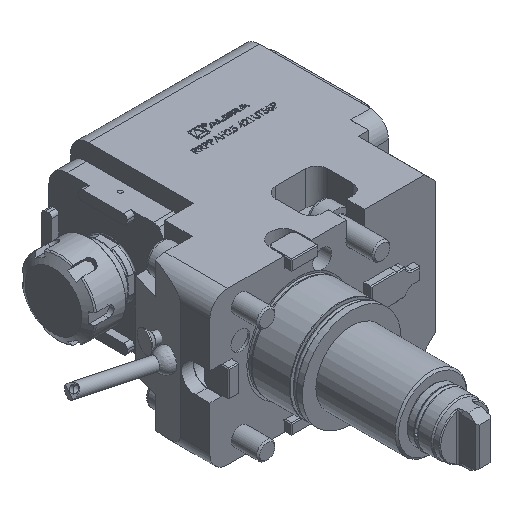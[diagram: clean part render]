
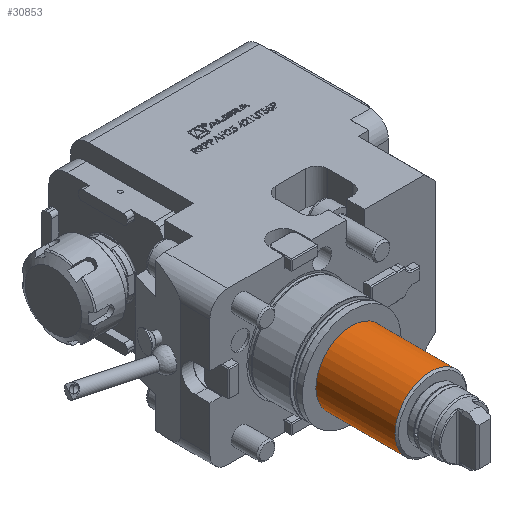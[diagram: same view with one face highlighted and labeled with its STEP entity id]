
A CAD part, isometric view. The second image highlights one B-rep face of the part: STEP entity #30853.
In plain terms, the highlighted cylindrical face has radius 20 mm (diameter 40 mm), a full revolution.
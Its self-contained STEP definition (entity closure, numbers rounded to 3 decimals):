
#1828 = FACE_OUTER_BOUND ( 'NONE', #24539, .T. ) ;
#5031 = CARTESIAN_POINT ( 'NONE',  ( 0., 45., 0. ) ) ;
#7476 = FACE_OUTER_BOUND ( 'NONE', #30588, .T. ) ;
#8626 = AXIS2_PLACEMENT_3D ( 'NONE', #14139, #26686, #16999 ) ;
#10282 = DIRECTION ( 'NONE',  ( 0., 0., -1. ) ) ;
#11932 = AXIS2_PLACEMENT_3D ( 'NONE', #5031, #17367, #10282 ) ;
#11993 = DIRECTION ( 'NONE',  ( 0., 0., -1. ) ) ;
#12455 = AXIS2_PLACEMENT_3D ( 'NONE', #15244, #39589, #11993 ) ;
#12508 = CARTESIAN_POINT ( 'NONE',  ( 0., 45., -20. ) ) ;
#13100 = CARTESIAN_POINT ( 'NONE',  ( 0., 1., -20. ) ) ;
#14139 = CARTESIAN_POINT ( 'NONE',  ( 0., 0., 0. ) ) ;
#15059 = CIRCLE ( 'NONE', #12455, 20. ) ;
#15175 = VERTEX_POINT ( 'NONE', #12508 ) ;
#15244 = CARTESIAN_POINT ( 'NONE',  ( 0., 1., 0. ) ) ;
#16999 = DIRECTION ( 'NONE',  ( 0., 0., -1. ) ) ;
#17367 = DIRECTION ( 'NONE',  ( 0., -1., 0. ) ) ;
#23647 = CYLINDRICAL_SURFACE ( 'NONE', #8626, 20. ) ;
#24539 = EDGE_LOOP ( 'NONE', ( #31804 ) ) ;
#26686 = DIRECTION ( 'NONE',  ( 0., -1., 0. ) ) ;
#30588 = EDGE_LOOP ( 'NONE', ( #34880 ) ) ;
#30853 = ADVANCED_FACE ( 'Defeature completata1_46', ( #7476, #1828 ), #23647, .T. ) ;
#31804 = ORIENTED_EDGE ( 'NONE', *, *, #34328, .T. ) ;
#31948 = CIRCLE ( 'NONE', #11932, 20. ) ;
#34328 = EDGE_CURVE ( 'NONE', #15175, #15175, #31948, .T. ) ;
#34880 = ORIENTED_EDGE ( 'NONE', *, *, #39430, .F. ) ;
#38296 = VERTEX_POINT ( 'NONE', #13100 ) ;
#39430 = EDGE_CURVE ( 'NONE', #38296, #38296, #15059, .T. ) ;
#39589 = DIRECTION ( 'NONE',  ( 0., -1., 0. ) ) ;
